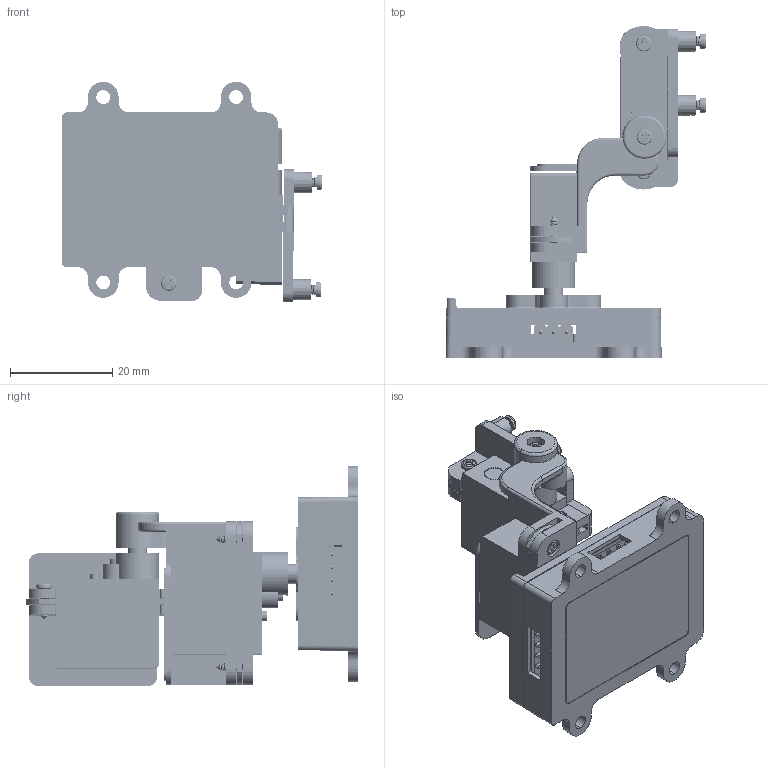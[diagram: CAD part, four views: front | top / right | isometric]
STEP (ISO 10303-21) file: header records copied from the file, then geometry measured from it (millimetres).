
FILE_DESCRIPTION (( 'STEP AP214' ), '1' );
FILE_NAME ('PT.STEP', '2021-07-06T08:27:22', ( '' ), ( '' ), 'SwSTEP 2.0', 'SolidWorks 2020', '' );
FILE_SCHEMA (( 'AUTOMOTIVE_DESIGN' ));
Length unit declared in the file: millimetre
Products named in the file (11): PT; ls; 蛁呿pt盓殤 (蜊); 3g嗆儂1; 菁攫; 3g嗆儂2; 錨璃3; 蛁呿pt盓殤 (2); 赻馴蹟佪軞酗7mm; 蛁呿pt盓殤 (1); UC-751
Assembly tree (22 placements, depth 2):
  PT
    蛁呿pt盓殤 (2)
    3g嗆儂1
    蛁呿pt盓殤 (1)
    3g嗆儂2
    蛁呿pt盓殤 (蜊)
    ls
    菁攫
    赻馴蹟佪軞酗7mm  x9
    UC-751
    錨璃3  x5
Bounding box: 51.01 x 64.93 x 43.13 mm (x, y, z)
Volume: 17766 mm3; surface area: 21552.8 mm2
Topology: 68 solids, 68 shells, 2986 faces, 7820 edges, 5093 vertices
Faces by surface type: plane 1485, cylinder 896, bspline 414, cone 92, torus 83, sphere 16
Entity records: 114250 total; most frequent: CARTESIAN_POINT 47144, ORIENTED_EDGE 11596, DIRECTION 9612, EDGE_CURVE 5798, VECTOR 3836, LINE 3836, VERTEX_POINT 3793, AXIS2_PLACEMENT_3D 2888
